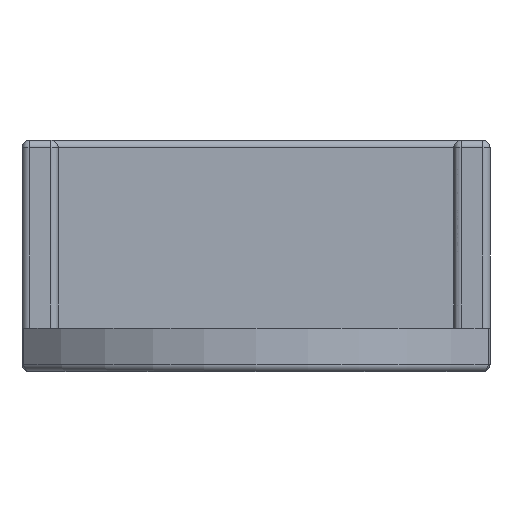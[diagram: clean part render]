
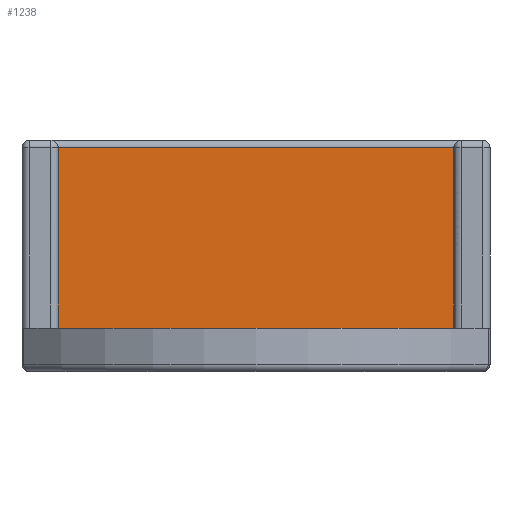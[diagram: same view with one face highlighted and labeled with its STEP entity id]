
A CAD part, front view. The second image highlights one B-rep face of the part: STEP entity #1238.
In plain terms, the highlighted planar face has unit normal (0, -1, 0).
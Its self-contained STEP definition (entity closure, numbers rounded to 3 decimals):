
#19=PLANE('',#1372);
#89=FACE_OUTER_BOUND('',#176,.T.);
#176=EDGE_LOOP('',(#919,#920,#921,#922));
#246=LINE('',#1990,#342);
#249=LINE('',#2000,#345);
#252=LINE('',#2015,#348);
#255=LINE('',#2020,#351);
#342=VECTOR('',#1545,10.);
#345=VECTOR('',#1556,10.);
#348=VECTOR('',#1573,10.);
#351=VECTOR('',#1580,10.);
#528=VERTEX_POINT('',#1973);
#534=VERTEX_POINT('',#1989);
#537=VERTEX_POINT('',#1999);
#539=VERTEX_POINT('',#2005);
#640=EDGE_CURVE('',#528,#534,#246,.T.);
#645=EDGE_CURVE('',#534,#537,#249,.T.);
#653=EDGE_CURVE('',#539,#528,#252,.T.);
#656=EDGE_CURVE('',#537,#539,#255,.T.);
#919=ORIENTED_EDGE('',*,*,#640,.F.);
#920=ORIENTED_EDGE('',*,*,#653,.F.);
#921=ORIENTED_EDGE('',*,*,#656,.F.);
#922=ORIENTED_EDGE('',*,*,#645,.F.);
#1238=ADVANCED_FACE('',(#89),#19,.T.);
#1372=AXIS2_PLACEMENT_3D('',#2099,#1655,#1656);
#1545=DIRECTION('',(0.,0.,-1.));
#1556=DIRECTION('',(-1.,0.,0.));
#1573=DIRECTION('',(1.,0.,0.));
#1580=DIRECTION('',(0.,0.,1.));
#1655=DIRECTION('center_axis',(0.,-1.,0.));
#1656=DIRECTION('ref_axis',(1.,0.,0.));
#1973=CARTESIAN_POINT('',(29.45,-1.2,15.5));
#1989=CARTESIAN_POINT('',(29.45,-1.2,1.5));
#1990=CARTESIAN_POINT('',(29.45,-1.2,8.));
#1999=CARTESIAN_POINT('',(0.55,-1.2,1.5));
#2000=CARTESIAN_POINT('',(6.9,-1.2,1.5));
#2005=CARTESIAN_POINT('',(0.55,-1.2,15.5));
#2015=CARTESIAN_POINT('',(6.9,-1.2,15.5));
#2020=CARTESIAN_POINT('',(0.55,-1.2,8.));
#2099=CARTESIAN_POINT('Origin',(-1.2,-1.2,0.));
